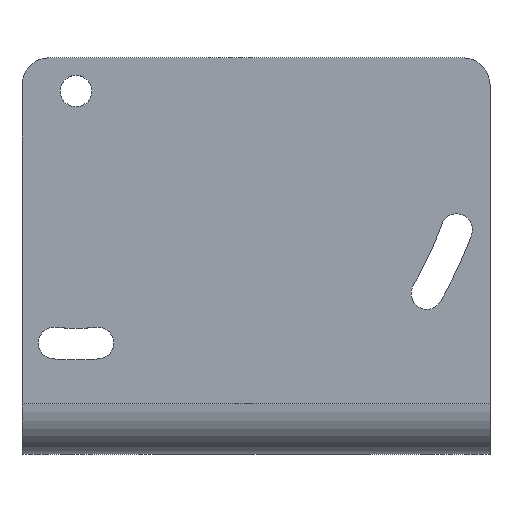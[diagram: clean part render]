
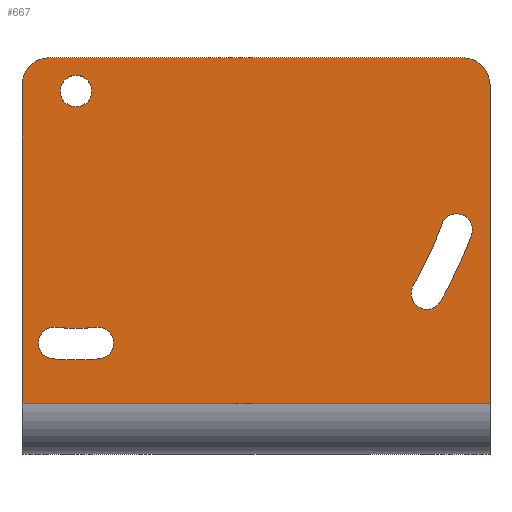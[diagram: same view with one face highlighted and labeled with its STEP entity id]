
A CAD part, top view. The second image highlights one B-rep face of the part: STEP entity #667.
In plain terms, the highlighted planar face has unit normal (0, 0, 1).
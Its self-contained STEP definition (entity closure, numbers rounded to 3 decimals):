
#2=CARTESIAN_POINT('',(-20.,40.3,0.));
#3=DIRECTION('',(0.,0.,1.));
#4=DIRECTION('',(-1.,0.,0.));
#5=AXIS2_PLACEMENT_3D('',#2,#3,#4);
#7=CARTESIAN_POINT('',(-20.,40.3,0.));
#8=DIRECTION('',(0.,0.,1.));
#9=DIRECTION('',(1.,0.,0.));
#10=AXIS2_PLACEMENT_3D('',#7,#8,#9);
#12=CARTESIAN_POINT('',(18.978,17.807,0.));
#13=DIRECTION('',(0.,0.,1.));
#14=DIRECTION('',(-0.866,0.5,0.));
#15=AXIS2_PLACEMENT_3D('',#12,#13,#14);
#17=CARTESIAN_POINT('',(-20.,40.3,0.));
#18=DIRECTION('',(0.,0.,1.));
#19=DIRECTION('',(0.866,-0.5,0.));
#20=AXIS2_PLACEMENT_3D('',#17,#18,#19);
#22=CARTESIAN_POINT('',(-20.,40.3,0.));
#23=DIRECTION('',(0.,0.,1.));
#24=DIRECTION('',(0.906,-0.422,0.));
#25=AXIS2_PLACEMENT_3D('',#22,#23,#24);
#27=CARTESIAN_POINT('',(22.292,24.917,0.));
#28=DIRECTION('',(0.,0.,1.));
#29=DIRECTION('',(0.94,-0.342,0.));
#30=AXIS2_PLACEMENT_3D('',#27,#28,#29);
#32=CARTESIAN_POINT('',(-20.,40.3,0.));
#33=DIRECTION('',(0.,0.,1.));
#34=DIRECTION('',(0.906,-0.422,0.));
#35=AXIS2_PLACEMENT_3D('',#32,#33,#34);
#37=CARTESIAN_POINT('',(-20.,40.3,0.));
#38=DIRECTION('',(0.,0.,1.));
#39=DIRECTION('',(0.866,-0.5,0.));
#40=AXIS2_PLACEMENT_3D('',#37,#38,#39);
#42=CARTESIAN_POINT('',(-20.,40.3,0.));
#43=DIRECTION('',(0.,0.,1.));
#44=DIRECTION('',(-0.087,-0.996,0.));
#45=AXIS2_PLACEMENT_3D('',#42,#43,#44);
#47=CARTESIAN_POINT('',(-22.449,12.307,0.));
#48=DIRECTION('',(0.,0.,1.));
#49=DIRECTION('',(0.087,0.996,0.));
#50=AXIS2_PLACEMENT_3D('',#47,#48,#49);
#52=CARTESIAN_POINT('',(-20.,40.3,0.));
#53=DIRECTION('',(0.,0.,1.));
#54=DIRECTION('',(-0.087,-0.996,0.));
#55=AXIS2_PLACEMENT_3D('',#52,#53,#54);
#57=CARTESIAN_POINT('',(-20.,40.3,0.));
#58=DIRECTION('',(0.,0.,1.));
#59=DIRECTION('',(0.,-1.,0.));
#60=AXIS2_PLACEMENT_3D('',#57,#58,#59);
#62=CARTESIAN_POINT('',(-17.551,12.307,0.));
#63=DIRECTION('',(0.,0.,1.));
#64=DIRECTION('',(0.087,-0.996,0.));
#65=AXIS2_PLACEMENT_3D('',#62,#63,#64);
#67=CARTESIAN_POINT('',(-20.,40.3,0.));
#68=DIRECTION('',(0.,0.,1.));
#69=DIRECTION('',(0.,-1.,0.));
#70=AXIS2_PLACEMENT_3D('',#67,#68,#69);
#72=CARTESIAN_POINT('',(-23.,41.,0.));
#73=DIRECTION('',(0.,0.,1.));
#74=DIRECTION('',(0.,1.,0.));
#75=AXIS2_PLACEMENT_3D('',#72,#73,#74);
#77=DIRECTION('',(-1.,0.,0.));
#78=VECTOR('',#77,46.);
#79=CARTESIAN_POINT('',(23.,44.,0.));
#80=LINE('',#79,#78);
#81=CARTESIAN_POINT('',(23.,41.,0.));
#82=DIRECTION('',(0.,0.,1.));
#83=DIRECTION('',(1.,0.,0.));
#84=AXIS2_PLACEMENT_3D('',#81,#82,#83);
#86=DIRECTION('',(0.,1.,0.));
#87=VECTOR('',#86,35.44);
#88=CARTESIAN_POINT('',(26.,5.56,0.));
#89=LINE('',#88,#87);
#90=DIRECTION('',(0.,-1.,0.));
#91=VECTOR('',#90,35.44);
#92=CARTESIAN_POINT('',(-26.,41.,0.));
#93=LINE('',#92,#91);
#264=DIRECTION('',(-1.,0.,0.));
#265=VECTOR('',#264,52.);
#266=CARTESIAN_POINT('',(26.,5.56,0.));
#267=LINE('',#266,#265);
#478=CARTESIAN_POINT('',(26.,5.56,0.));
#480=VERTEX_POINT('',#478);
#482=CARTESIAN_POINT('',(-26.,5.56,0.));
#484=VERTEX_POINT('',#482);
#494=CARTESIAN_POINT('',(-23.,44.,0.));
#495=CARTESIAN_POINT('',(-26.,41.,0.));
#496=VERTEX_POINT('',#494);
#497=VERTEX_POINT('',#495);
#502=CARTESIAN_POINT('',(26.,41.,0.));
#503=CARTESIAN_POINT('',(23.,44.,0.));
#504=VERTEX_POINT('',#502);
#505=VERTEX_POINT('',#503);
#526=CARTESIAN_POINT('',(-21.75,40.3,0.));
#527=CARTESIAN_POINT('',(-18.25,40.3,0.));
#528=VERTEX_POINT('',#526);
#529=VERTEX_POINT('',#527);
#534=CARTESIAN_POINT('',(17.462,18.682,0.));
#535=CARTESIAN_POINT('',(20.494,16.933,0.));
#536=VERTEX_POINT('',#534);
#537=VERTEX_POINT('',#535);
#538=CARTESIAN_POINT('',(19.204,22.029,0.));
#539=VERTEX_POINT('',#538);
#540=CARTESIAN_POINT('',(20.647,25.516,0.));
#541=VERTEX_POINT('',#540);
#542=CARTESIAN_POINT('',(23.936,24.319,0.));
#543=VERTEX_POINT('',#542);
#544=CARTESIAN_POINT('',(22.376,20.551,0.));
#545=VERTEX_POINT('',#544);
#574=CARTESIAN_POINT('',(-22.297,14.05,0.));
#575=CARTESIAN_POINT('',(-20.,13.95,0.));
#576=VERTEX_POINT('',#574);
#577=VERTEX_POINT('',#575);
#578=CARTESIAN_POINT('',(-17.703,14.05,0.));
#579=VERTEX_POINT('',#578);
#580=CARTESIAN_POINT('',(-17.398,10.564,0.));
#581=VERTEX_POINT('',#580);
#582=CARTESIAN_POINT('',(-22.602,10.564,0.));
#583=CARTESIAN_POINT('',(-20.,10.45,0.));
#584=VERTEX_POINT('',#582);
#585=VERTEX_POINT('',#583);
#614=CARTESIAN_POINT('',(0.,0.,0.));
#615=DIRECTION('',(0.,0.,1.));
#616=DIRECTION('',(1.,0.,0.));
#617=AXIS2_PLACEMENT_3D('',#614,#615,#616);
#618=PLANE('',#617);
#620=ORIENTED_EDGE('',*,*,#619,.F.);
#622=ORIENTED_EDGE('',*,*,#621,.F.);
#624=ORIENTED_EDGE('',*,*,#623,.F.);
#626=ORIENTED_EDGE('',*,*,#625,.F.);
#628=ORIENTED_EDGE('',*,*,#627,.T.);
#630=ORIENTED_EDGE('',*,*,#629,.F.);
#631=EDGE_LOOP('',(#620,#622,#624,#626,#628,#630));
#632=FACE_OUTER_BOUND('',#631,.F.);
#634=ORIENTED_EDGE('',*,*,#633,.T.);
#636=ORIENTED_EDGE('',*,*,#635,.T.);
#638=ORIENTED_EDGE('',*,*,#637,.T.);
#640=ORIENTED_EDGE('',*,*,#639,.T.);
#642=ORIENTED_EDGE('',*,*,#641,.F.);
#644=ORIENTED_EDGE('',*,*,#643,.F.);
#645=EDGE_LOOP('',(#634,#636,#638,#640,#642,#644));
#646=FACE_BOUND('',#645,.F.);
#648=ORIENTED_EDGE('',*,*,#647,.F.);
#650=ORIENTED_EDGE('',*,*,#649,.T.);
#652=ORIENTED_EDGE('',*,*,#651,.T.);
#654=ORIENTED_EDGE('',*,*,#653,.T.);
#656=ORIENTED_EDGE('',*,*,#655,.T.);
#658=ORIENTED_EDGE('',*,*,#657,.F.);
#659=EDGE_LOOP('',(#648,#650,#652,#654,#656,#658));
#660=FACE_BOUND('',#659,.F.);
#662=ORIENTED_EDGE('',*,*,#661,.T.);
#664=ORIENTED_EDGE('',*,*,#663,.T.);
#665=EDGE_LOOP('',(#662,#664));
#666=FACE_BOUND('',#665,.F.);
#667=ADVANCED_FACE('',(#632,#646,#660,#666),#618,.T.);
#6=CIRCLE('',#5,1.75);
#11=CIRCLE('',#10,1.75);
#16=CIRCLE('',#15,1.75);
#21=CIRCLE('',#20,46.752);
#26=CIRCLE('',#25,46.752);
#31=CIRCLE('',#30,1.75);
#36=CIRCLE('',#35,43.252);
#41=CIRCLE('',#40,43.252);
#46=CIRCLE('',#45,26.35);
#51=CIRCLE('',#50,1.75);
#56=CIRCLE('',#55,29.85);
#61=CIRCLE('',#60,29.85);
#66=CIRCLE('',#65,1.75);
#71=CIRCLE('',#70,26.35);
#76=CIRCLE('',#75,3.);
#85=CIRCLE('',#84,3.);
#619=EDGE_CURVE('',#496,#497,#76,.T.);
#621=EDGE_CURVE('',#505,#496,#80,.T.);
#623=EDGE_CURVE('',#504,#505,#85,.T.);
#625=EDGE_CURVE('',#480,#504,#89,.T.);
#627=EDGE_CURVE('',#480,#484,#267,.T.);
#629=EDGE_CURVE('',#497,#484,#93,.T.);
#633=EDGE_CURVE('',#536,#537,#16,.T.);
#635=EDGE_CURVE('',#537,#545,#21,.T.);
#637=EDGE_CURVE('',#545,#543,#26,.T.);
#639=EDGE_CURVE('',#543,#541,#31,.T.);
#641=EDGE_CURVE('',#539,#541,#36,.T.);
#643=EDGE_CURVE('',#536,#539,#41,.T.);
#647=EDGE_CURVE('',#576,#577,#46,.T.);
#649=EDGE_CURVE('',#576,#584,#51,.T.);
#651=EDGE_CURVE('',#584,#585,#56,.T.);
#653=EDGE_CURVE('',#585,#581,#61,.T.);
#655=EDGE_CURVE('',#581,#579,#66,.T.);
#657=EDGE_CURVE('',#577,#579,#71,.T.);
#661=EDGE_CURVE('',#528,#529,#6,.T.);
#663=EDGE_CURVE('',#529,#528,#11,.T.);
